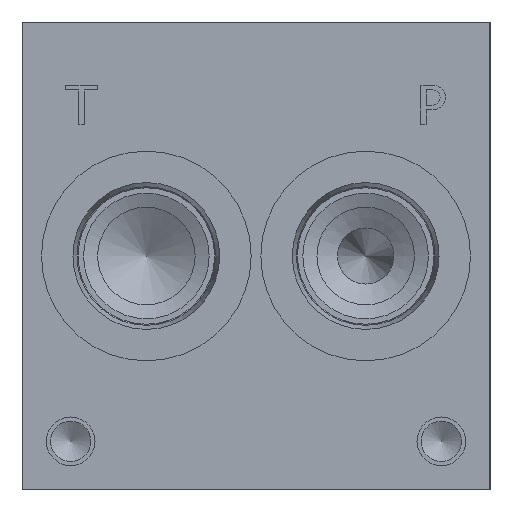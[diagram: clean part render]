
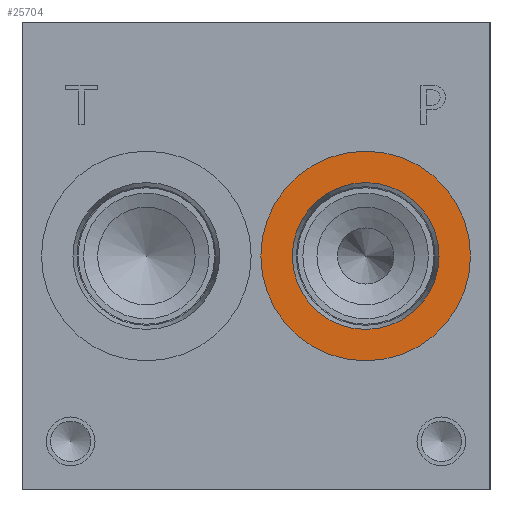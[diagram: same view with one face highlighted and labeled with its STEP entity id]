
A CAD part, left-side view. The second image highlights one B-rep face of the part: STEP entity #25704.
In plain terms, the highlighted planar face has unit normal (-1, 0, 0).
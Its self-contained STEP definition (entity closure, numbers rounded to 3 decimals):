
#1443=CIRCLE('',#27775,17.069);
#1444=CIRCLE('',#27776,17.069);
#1445=CIRCLE('',#27777,11.951);
#1668=FACE_BOUND('',#5451,.T.);
#3891=FACE_OUTER_BOUND('',#5450,.T.);
#5450=EDGE_LOOP('',(#22706,#22707));
#5451=EDGE_LOOP('',(#22708));
#12209=VERTEX_POINT('',#44882);
#12210=VERTEX_POINT('',#44883);
#12211=VERTEX_POINT('',#44886);
#15783=EDGE_CURVE('',#12209,#12210,#1443,.T.);
#15784=EDGE_CURVE('',#12210,#12209,#1444,.T.);
#15785=EDGE_CURVE('',#12211,#12211,#1445,.T.);
#22706=ORIENTED_EDGE('',*,*,#15783,.T.);
#22707=ORIENTED_EDGE('',*,*,#15784,.T.);
#22708=ORIENTED_EDGE('',*,*,#15785,.F.);
#23607=PLANE('',#27774);
#25704=ADVANCED_FACE('',(#3891,#1668),#23607,.T.);
#27774=AXIS2_PLACEMENT_3D('',#44881,#33945,#33946);
#27775=AXIS2_PLACEMENT_3D('',#44884,#33947,#33948);
#27776=AXIS2_PLACEMENT_3D('',#44885,#33949,#33950);
#27777=AXIS2_PLACEMENT_3D('',#44887,#33951,#33952);
#33945=DIRECTION('center_axis',(-1.,0.,0.));
#33946=DIRECTION('ref_axis',(0.,1.,0.));
#33947=DIRECTION('center_axis',(-1.,0.,0.));
#33948=DIRECTION('ref_axis',(0.,1.,0.));
#33949=DIRECTION('center_axis',(-1.,0.,0.));
#33950=DIRECTION('ref_axis',(0.,1.,0.));
#33951=DIRECTION('center_axis',(-1.,0.,0.));
#33952=DIRECTION('ref_axis',(0.,1.,0.));
#44881=CARTESIAN_POINT('Origin',(0.787,20.244,38.1));
#44882=CARTESIAN_POINT('',(0.787,37.313,38.1));
#44883=CARTESIAN_POINT('',(0.787,3.175,38.1));
#44884=CARTESIAN_POINT('Origin',(0.787,20.244,38.1));
#44885=CARTESIAN_POINT('Origin',(0.787,20.244,38.1));
#44886=CARTESIAN_POINT('',(0.787,8.293,38.1));
#44887=CARTESIAN_POINT('Origin',(0.787,20.244,38.1));
